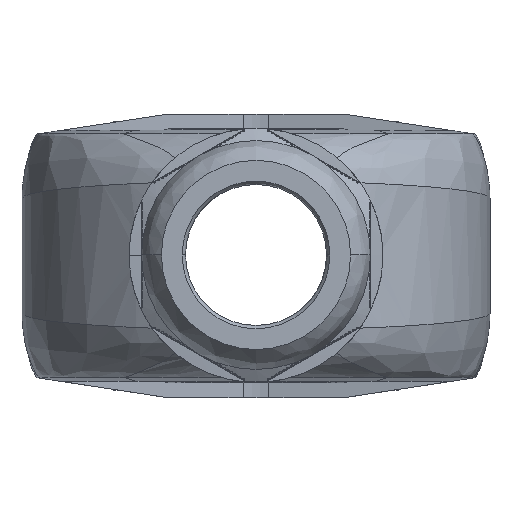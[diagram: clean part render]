
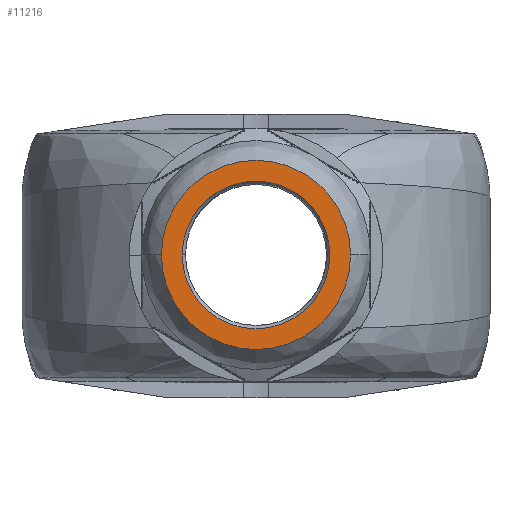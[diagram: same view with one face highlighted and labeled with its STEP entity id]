
A CAD part, top view. The second image highlights one B-rep face of the part: STEP entity #11216.
In plain terms, the highlighted planar face has unit normal (0, 0, 1).
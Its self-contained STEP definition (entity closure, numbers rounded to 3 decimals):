
#9562=FACE_BOUND('',#15769,.T.);
#9563=FACE_BOUND('',#15770,.T.);
#10035=PLANE('',#41743);
#11216=ADVANCED_FACE('',(#9562,#9563),#10035,.T.);
#15769=EDGE_LOOP('',(#26021,#26022));
#15770=EDGE_LOOP('',(#26023,#26024));
#17048=CIRCLE('',#41406,19.);
#17050=CIRCLE('',#41408,19.);
#17260=CIRCLE('',#41739,14.827);
#17263=CIRCLE('',#41742,14.827);
#26021=ORIENTED_EDGE('',*,*,#36050,.F.);
#26022=ORIENTED_EDGE('',*,*,#36053,.F.);
#26023=ORIENTED_EDGE('',*,*,#35306,.T.);
#26024=ORIENTED_EDGE('',*,*,#35304,.T.);
#32228=VERTEX_POINT('',#54509);
#32229=VERTEX_POINT('',#54511);
#32680=VERTEX_POINT('',#57886);
#32681=VERTEX_POINT('',#57887);
#35304=EDGE_CURVE('',#32228,#32229,#17048,.T.);
#35306=EDGE_CURVE('',#32229,#32228,#17050,.T.);
#36050=EDGE_CURVE('',#32680,#32681,#17260,.T.);
#36053=EDGE_CURVE('',#32681,#32680,#17263,.T.);
#41406=AXIS2_PLACEMENT_3D('',#54512,#43913,#43914);
#41408=AXIS2_PLACEMENT_3D('',#54541,#43917,#43918);
#41739=AXIS2_PLACEMENT_3D('',#57885,#45085,#45086);
#41742=AXIS2_PLACEMENT_3D('',#57935,#45091,#45092);
#41743=AXIS2_PLACEMENT_3D('',#57936,#45093,#45094);
#43913=DIRECTION('',(0.,0.,1.));
#43914=DIRECTION('',(-1.,0.,0.));
#43917=DIRECTION('',(0.,0.,1.));
#43918=DIRECTION('',(1.,0.,0.));
#45085=DIRECTION('',(0.,0.,1.));
#45086=DIRECTION('',(1.,0.,0.));
#45091=DIRECTION('',(0.,0.,1.));
#45092=DIRECTION('',(-1.,0.,0.));
#45093=DIRECTION('',(0.,0.,1.));
#45094=DIRECTION('',(1.,0.,0.));
#54509=CARTESIAN_POINT('',(-19.,0.,163.6));
#54511=CARTESIAN_POINT('',(19.,0.,163.6));
#54512=CARTESIAN_POINT('',(0.,0.,163.6));
#54541=CARTESIAN_POINT('',(0.,0.,163.6));
#57885=CARTESIAN_POINT('',(0.,0.,163.6));
#57886=CARTESIAN_POINT('',(14.827,0.,163.6));
#57887=CARTESIAN_POINT('',(-14.827,0.,163.6));
#57935=CARTESIAN_POINT('',(0.,0.,163.6));
#57936=CARTESIAN_POINT('',(-20.9,-20.9,163.6));
